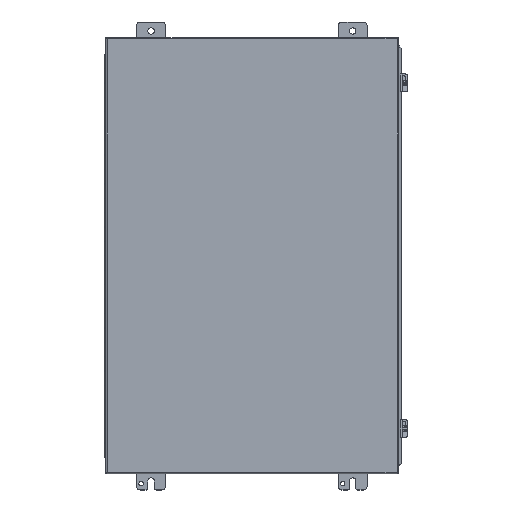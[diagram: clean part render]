
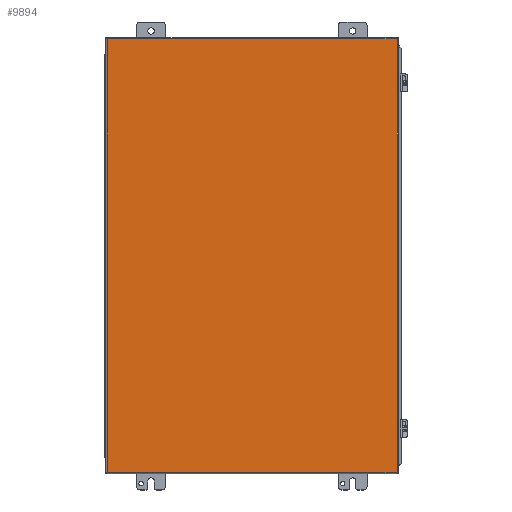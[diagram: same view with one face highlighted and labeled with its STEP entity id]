
A CAD part, top view. The second image highlights one B-rep face of the part: STEP entity #9894.
In plain terms, the highlighted planar face has unit normal (0, 0, 1).
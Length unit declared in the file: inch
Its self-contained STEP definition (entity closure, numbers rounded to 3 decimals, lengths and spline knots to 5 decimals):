
#437=PLANE('',#10836);
#886=FACE_OUTER_BOUND('',#1494,.T.);
#1494=EDGE_LOOP('',(#7228,#7229,#7230,#7231));
#2149=LINE('',#15911,#3075);
#2171=LINE('',#16063,#3097);
#2197=LINE('',#16123,#3123);
#2198=LINE('',#16127,#3124);
#3075=VECTOR('',#12297,0.3937);
#3097=VECTOR('',#12335,0.3937);
#3123=VECTOR('',#12405,0.3937);
#3124=VECTOR('',#12412,0.3937);
#4335=VERTEX_POINT('',#15711);
#4360=VERTEX_POINT('',#15842);
#4370=VERTEX_POINT('',#15910);
#4372=VERTEX_POINT('',#16001);
#5356=EDGE_CURVE('',#4370,#4360,#2149,.T.);
#5383=EDGE_CURVE('',#4335,#4372,#2171,.T.);
#5413=EDGE_CURVE('',#4360,#4335,#2197,.T.);
#5414=EDGE_CURVE('',#4372,#4370,#2198,.T.);
#7228=ORIENTED_EDGE('',*,*,#5413,.T.);
#7229=ORIENTED_EDGE('',*,*,#5383,.T.);
#7230=ORIENTED_EDGE('',*,*,#5414,.T.);
#7231=ORIENTED_EDGE('',*,*,#5356,.T.);
#9894=ADVANCED_FACE('',(#886),#437,.T.);
#10836=AXIS2_PLACEMENT_3D('',#16129,#12415,#12416);
#12297=DIRECTION('',(0.,-1.,0.));
#12335=DIRECTION('',(0.,1.,0.));
#12405=DIRECTION('',(1.,0.,0.));
#12412=DIRECTION('',(-1.,0.,0.));
#12415=DIRECTION('center_axis',(0.,0.,1.));
#12416=DIRECTION('ref_axis',(1.,0.,0.));
#15711=CARTESIAN_POINT('',(20.2204,0.0896,0.074));
#15842=CARTESIAN_POINT('',(0.0896,0.0896,0.074));
#15910=CARTESIAN_POINT('',(0.0896,30.2204,0.074));
#15911=CARTESIAN_POINT('',(0.0896,22.6877,0.074));
#16001=CARTESIAN_POINT('',(20.2204,30.2204,0.074));
#16063=CARTESIAN_POINT('',(20.2204,7.6223,0.074));
#16123=CARTESIAN_POINT('',(5.1223,0.0896,0.074));
#16127=CARTESIAN_POINT('',(15.1877,30.2204,0.074));
#16129=CARTESIAN_POINT('Origin',(10.155,15.155,0.074));
